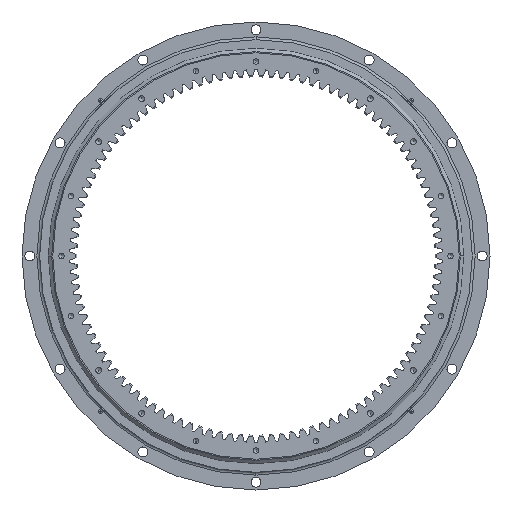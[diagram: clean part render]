
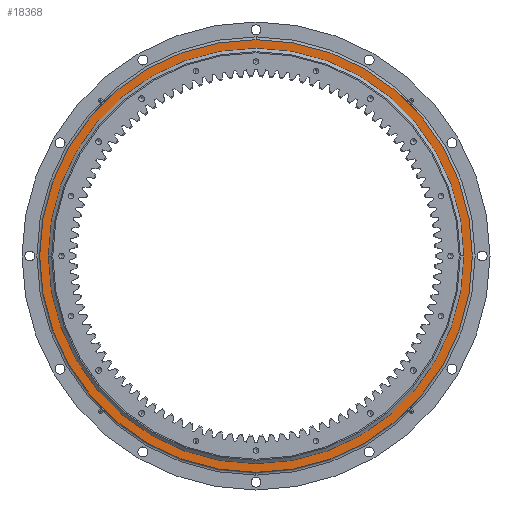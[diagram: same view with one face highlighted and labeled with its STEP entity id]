
A CAD part, front view. The second image highlights one B-rep face of the part: STEP entity #18368.
In plain terms, the highlighted planar face has unit normal (0, -1, 0).
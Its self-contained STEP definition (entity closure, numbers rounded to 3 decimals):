
#209 = AXIS2_PLACEMENT_3D ( 'NONE', #30272, #16161, #2049 ) ;
#1404 = CARTESIAN_POINT ( 'NONE',  ( 0., -18., -392. ) ) ;
#1817 = DIRECTION ( 'NONE',  ( 0., 0., 1. ) ) ;
#2049 = DIRECTION ( 'NONE',  ( 0., 0., -1. ) ) ;
#2815 = FACE_OUTER_BOUND ( 'NONE', #28899, .T. ) ;
#4722 = CARTESIAN_POINT ( 'NONE',  ( 0., -18., 0. ) ) ;
#5095 = DIRECTION ( 'NONE',  ( 0., -1., 0. ) ) ;
#5513 = AXIS2_PLACEMENT_3D ( 'NONE', #30033, #15922, #1817 ) ;
#5844 = EDGE_CURVE ( 'NONE', #6766, #27264, #17721, .T. ) ;
#5945 = EDGE_CURVE ( 'NONE', #18825, #28977, #9267, .T. ) ;
#6766 = VERTEX_POINT ( 'NONE', #1404 ) ;
#7110 = DIRECTION ( 'NONE',  ( 0., 0., 1. ) ) ;
#7330 = ORIENTED_EDGE ( 'NONE', *, *, #13919, .T. ) ;
#7952 = AXIS2_PLACEMENT_3D ( 'NONE', #19213, #5095, #21555 ) ;
#9267 = CIRCLE ( 'NONE', #9735, 372.75 ) ;
#9735 = AXIS2_PLACEMENT_3D ( 'NONE', #4722, #21187, #7110 ) ;
#10387 = CARTESIAN_POINT ( 'NONE',  ( 0., -18., 392. ) ) ;
#10555 = DIRECTION ( 'NONE',  ( 0., 1., 0. ) ) ;
#13919 = EDGE_CURVE ( 'NONE', #27264, #6766, #22621, .T. ) ;
#14407 = ORIENTED_EDGE ( 'NONE', *, *, #5844, .T. ) ;
#14604 = FACE_BOUND ( 'NONE', #19106, .T. ) ;
#15922 = DIRECTION ( 'NONE',  ( 0., -1., 0. ) ) ;
#16161 = DIRECTION ( 'NONE',  ( 0., -1., 0. ) ) ;
#17531 = CARTESIAN_POINT ( 'NONE',  ( 0., -18., 424. ) ) ;
#17721 = CIRCLE ( 'NONE', #209, 392. ) ;
#18280 = ORIENTED_EDGE ( 'NONE', *, *, #30590, .F. ) ;
#18368 = ADVANCED_FACE ( 'NONE', ( #2815, #14604 ), #24599, .F. ) ;
#18825 = VERTEX_POINT ( 'NONE', #24161 ) ;
#19106 = EDGE_LOOP ( 'NONE', ( #18280, #24333 ) ) ;
#19213 = CARTESIAN_POINT ( 'NONE',  ( 0., -18., 0. ) ) ;
#19670 = CIRCLE ( 'NONE', #5513, 372.75 ) ;
#20356 = CARTESIAN_POINT ( 'NONE',  ( 0., -18., 372.75 ) ) ;
#21187 = DIRECTION ( 'NONE',  ( 0., -1., 0. ) ) ;
#21555 = DIRECTION ( 'NONE',  ( 0., 0., -1. ) ) ;
#22621 = CIRCLE ( 'NONE', #7952, 392. ) ;
#24161 = CARTESIAN_POINT ( 'NONE',  ( 0., -18., -372.75 ) ) ;
#24333 = ORIENTED_EDGE ( 'NONE', *, *, #5945, .F. ) ;
#24599 = PLANE ( 'NONE',  #27720 ) ;
#26981 = DIRECTION ( 'NONE',  ( 0., 0., -1. ) ) ;
#27264 = VERTEX_POINT ( 'NONE', #10387 ) ;
#27720 = AXIS2_PLACEMENT_3D ( 'NONE', #17531, #10555, #26981 ) ;
#28899 = EDGE_LOOP ( 'NONE', ( #7330, #14407 ) ) ;
#28977 = VERTEX_POINT ( 'NONE', #20356 ) ;
#30033 = CARTESIAN_POINT ( 'NONE',  ( 0., -18., 0. ) ) ;
#30272 = CARTESIAN_POINT ( 'NONE',  ( 0., -18., 0. ) ) ;
#30590 = EDGE_CURVE ( 'NONE', #28977, #18825, #19670, .T. ) ;
